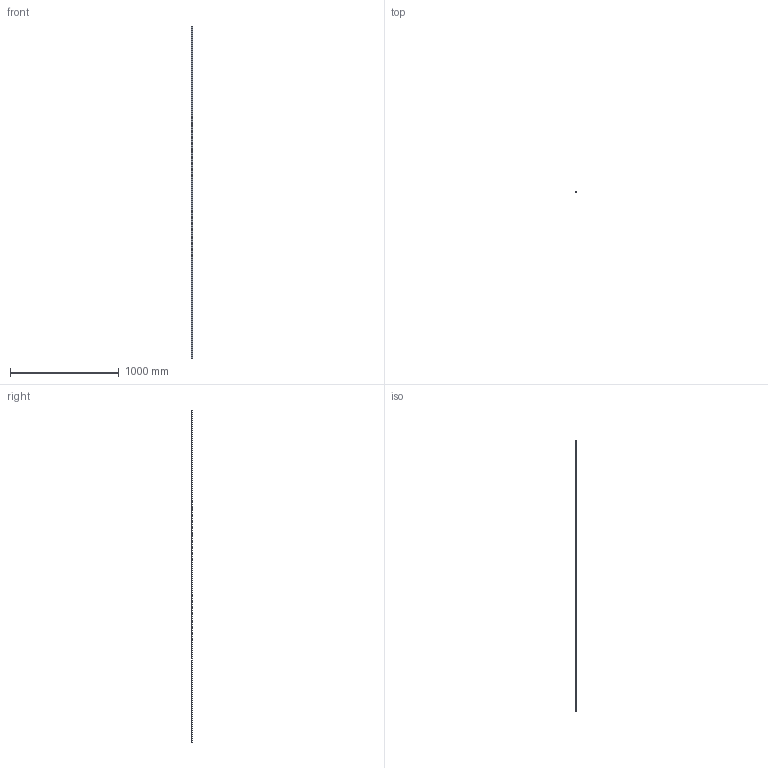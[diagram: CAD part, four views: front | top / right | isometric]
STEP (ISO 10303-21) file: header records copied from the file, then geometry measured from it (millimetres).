
FILE_DESCRIPTION(('TurboCAD Mac Pro'),'Build 980');
FILE_NAME('P6184P.stp',' ',(''),(''),'ACIS Interop','IMSI','TurboCAD Mac Pro BY IMSI, INCORPORATED');
FILE_SCHEMA(('automotive_design'));
Length unit declared in the file: inch
Products named in the file (2): 1; 2
Bounding box: 17.92 x 6.69 x 3048 mm (x, y, z)
Volume: 122703.9 mm3; surface area: 186821.6 mm2
Topology: 1 solids, 1 shells, 32 faces, 90 edges, 60 vertices
Faces by surface type: plane 16, bspline 16
Entity records: 1784 total; most frequent: CARTESIAN_POINT 464, ORIENTED_EDGE 180, DIRECTION 112, EDGE_CURVE 90, LINE 72, VECTOR 72, STYLED_ITEM 63, PRESENTATION_STYLE_ASSIGNMENT 63
